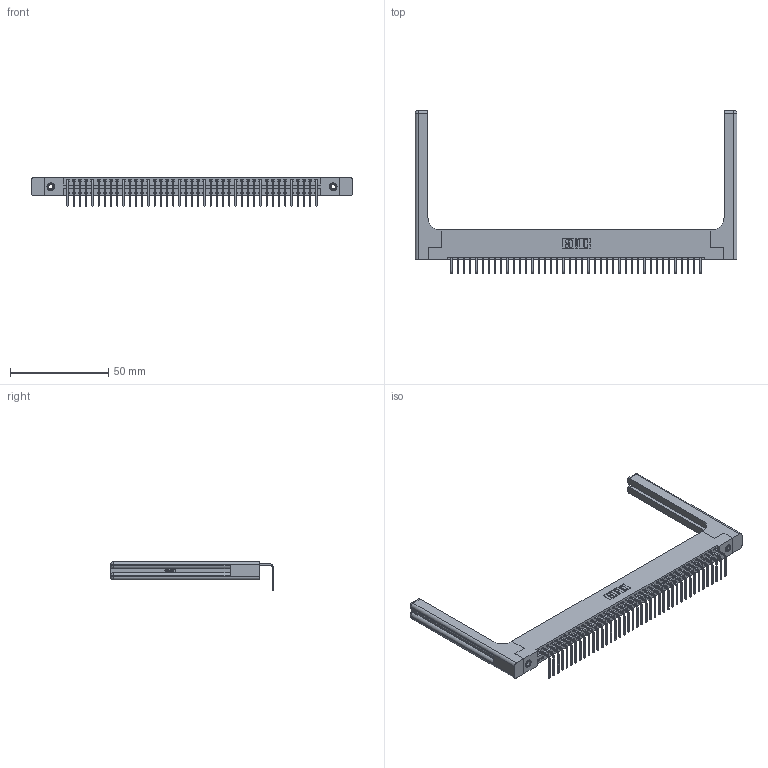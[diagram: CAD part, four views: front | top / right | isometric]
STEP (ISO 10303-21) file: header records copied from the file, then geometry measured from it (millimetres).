
FILE_DESCRIPTION (( 'STEP AP203' ), '1' );
FILE_NAME ('346-041-558-158.STEP', '2022-05-09T13:40:28', ( '' ), ( '' ), 'SwSTEP 2.0', 'SolidWorks 2020', '' );
FILE_SCHEMA (( 'CONFIG_CONTROL_DESIGN' ));
Length unit declared in the file: inch
Products named in the file (5): 345-250-001_345-250-001-102; 346-220-058_345-220-058; 345-292-001_558 Tail - 2; 346 Part_Flush Mounting Lugs - 0.156 Dia-TH; 346-041-558-158
Assembly tree (46 placements, depth 2):
  346-041-558-158
    346 Part_Flush Mounting Lugs - 0.156 Dia-TH
    345-292-001_558 Tail - 2  x41
    345-250-001_345-250-001-102  x2
    346-220-058_345-220-058  x2
Bounding box: 164.24 x 83.12 x 14.73 mm (x, y, z)
Volume: 23351.1 mm3; surface area: 25794.8 mm2
Topology: 46 solids, 46 shells, 2852 faces, 8493 edges, 5586 vertices
Faces by surface type: plane 1960, cylinder 832, bspline 36, cone 12, sphere 8, torus 4
Entity records: 31262 total; most frequent: CARTESIAN_POINT 6342, ORIENTED_EDGE 5112, DIRECTION 4526, EDGE_CURVE 2556, LINE 2168, VECTOR 2168, VERTEX_POINT 1694, AXIS2_PLACEMENT_3D 1179
